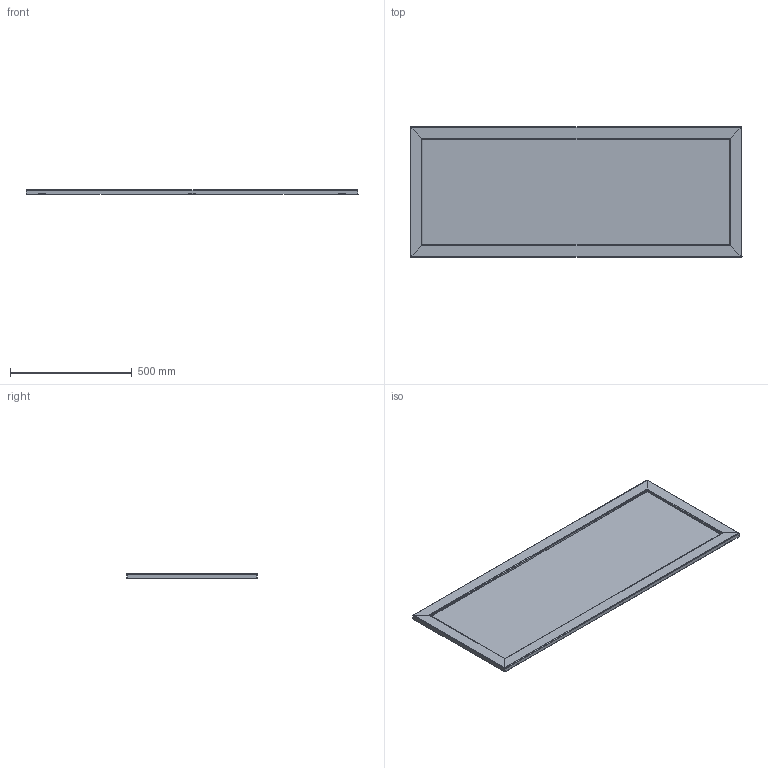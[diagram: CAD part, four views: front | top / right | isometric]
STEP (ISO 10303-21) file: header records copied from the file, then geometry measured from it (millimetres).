
FILE_DESCRIPTION(('FreeCAD Model'),'2;1');
FILE_NAME('Open CASCADE Shape Model','2025-05-01T16:55:45',('FreeCAD'),( 'FreeCAD'),'Open CASCADE STEP processor 7.6','FreeCAD','Unknown');
FILE_SCHEMA(('AUTOMOTIVE_DESIGN { 1 0 10303 214 1 1 1 1 }'));
Length unit declared in the file: millimetre
Products named in the file (1): Open CASCADE STEP translator 7.6 1
Bounding box: 1363.83 x 537.27 x 18.6 mm (x, y, z)
Volume: 1897312.4 mm3; surface area: 2626609.3 mm2
Topology: 15 solids, 15 shells, 864 faces, 2238 edges, 1416 vertices
Faces by surface type: bspline 864
Entity records: 24936 total; most frequent: CARTESIAN_POINT 11721, ORIENTED_EDGE 4476, EDGE_CURVE 2238, B_SPLINE_CURVE_WITH_KNOTS 1670, VERTEX_POINT 1416, FACE_BOUND 960, EDGE_LOOP 960, ADVANCED_FACE 864
